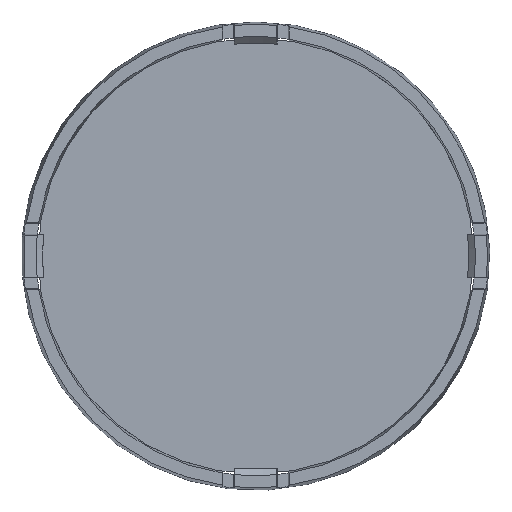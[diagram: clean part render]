
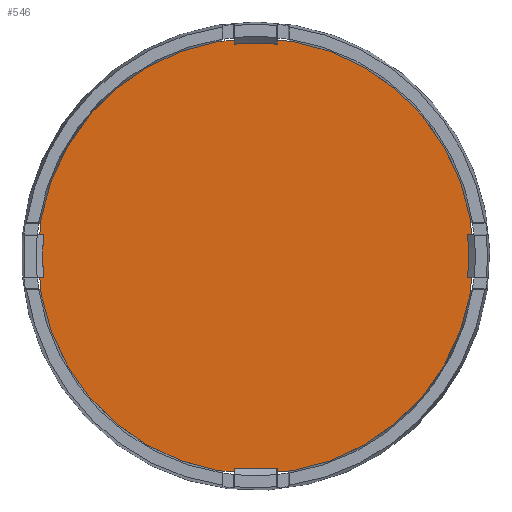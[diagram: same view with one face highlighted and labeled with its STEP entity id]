
A CAD part, top view. The second image highlights one B-rep face of the part: STEP entity #546.
In plain terms, the highlighted planar face has unit normal (0, 0, 1).
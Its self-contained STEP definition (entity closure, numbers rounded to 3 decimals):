
#546=ADVANCED_FACE('',(#762),#679,.T.);
#679=PLANE('',#2520);
#762=FACE_OUTER_BOUND('',#870,.T.);
#870=EDGE_LOOP('',(#1028));
#1028=ORIENTED_EDGE('',*,*,#1982,.T.);
#1740=VERTEX_POINT('',#3602);
#1982=EDGE_CURVE('',#1740,#1740,#2338,.T.);
#2338=CIRCLE('',#2519,19.95);
#2519=AXIS2_PLACEMENT_3D('',#3601,#2832,#2833);
#2520=AXIS2_PLACEMENT_3D('',#3603,#2834,#2835);
#2832=DIRECTION('',(0.,0.,1.));
#2833=DIRECTION('',(-1.,0.,0.));
#2834=DIRECTION('',(0.,0.,1.));
#2835=DIRECTION('',(1.,0.,0.));
#3601=CARTESIAN_POINT('',(0.,0.,14.6));
#3602=CARTESIAN_POINT('',(-19.95,0.,14.6));
#3603=CARTESIAN_POINT('',(0.,10.455,14.6));
